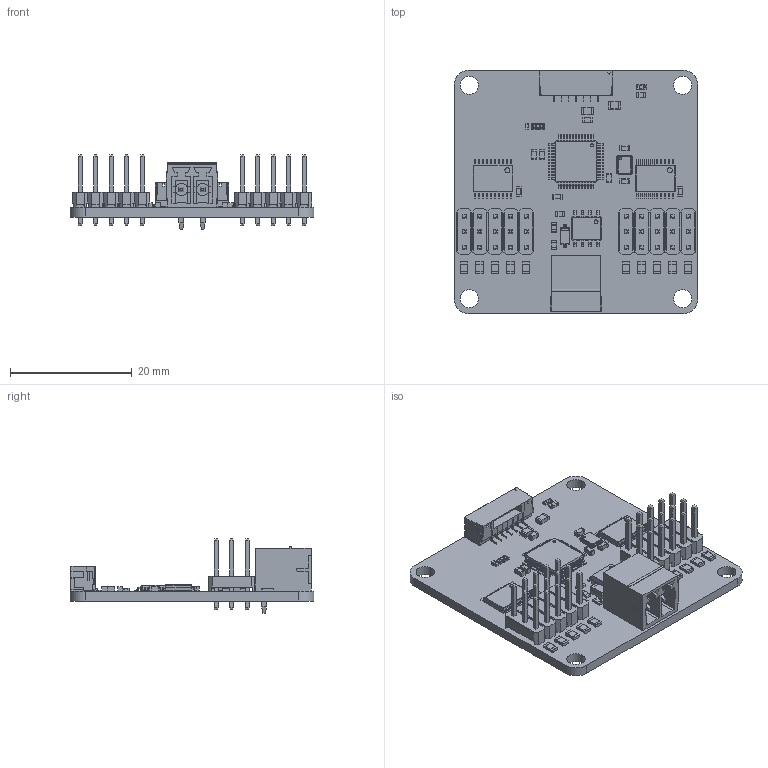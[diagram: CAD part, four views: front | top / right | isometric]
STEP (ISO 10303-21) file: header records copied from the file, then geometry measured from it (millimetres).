
FILE_DESCRIPTION(('FreeCAD Model'),'2;1');
FILE_NAME('servo.step', '2021-05-28T10:14:00',('kicad StepUp'),('ksu MCAD'), 'Open CASCADE STEP processor 7.3','FreeCAD','Unknown');
FILE_SCHEMA(('AUTOMOTIVE_DESIGN { 1 0 10303 214 1 1 1 1 }'));
Length unit declared in the file: millimetre
Products named in the file (45): servo; Board_Geoms_9f1d; Local_CS_9f1d; Pcb_9f1d; PCB_Sketch_9f1d; Step_Models_9f1d; Top_9f1d; U9_PLT_(DS1021_CONNFLY)_5D094F40; U8_PLT_(DS1021_CONNFLY)_5D093721; U1_lqfp48_7x7_p05_5D095C34; C1_C_0805_5D0934F0; C2_C_0603_5D0934FA; C3_C_0603_5D68E059; C4_C_0603_5D09350E; C5_C_0603_5D13868B; C6_C_0603_5D093522; C7_C_0402_5D09352C; C8_C_0603_5D095CB9; C9_C_0603_5D095CFB; C10_C_0603_5D09354A; C11_C_0603_5D093554; C12_C_0805_5D09355E; D1_SOD-123_5D093572; D3_D_0603_blue_5D093582; P1_BrickletConn_7pin_5D093595; P4_2er_Phoenix_Buchse_Gr黱_5D093CA8; Q1_soic_8_39x49_p127_5D0935C1; R1_R_0603_5D0935CB; R2_R_0603_5D0935D5; R3_R_0603_5D0935DF; R4_R_0805_5D094D29; R5_R_0805_5D094D7A; R6_R_0805_5D094D5F; R7_R_0805_5D094D0E; R8_R_0805_5D094D44; R9_R_0805_5D094FCA; R10_R_0805_5D094EAD; R11_R_0805_5D094F6D; R12_R_0805_5D094FAF; R13_R_0805_5D094EC8 ...
Assembly tree (44 placements, depth 4):
  servo
    Board_Geoms_9f1d
      Local_CS_9f1d
      Pcb_9f1d
      PCB_Sketch_9f1d
    Step_Models_9f1d
      Top_9f1d
        U9_PLT_(DS1021_CONNFLY)_5D094F40
        U8_PLT_(DS1021_CONNFLY)_5D093721
        U1_lqfp48_7x7_p05_5D095C34
        C1_C_0805_5D0934F0
        C2_C_0603_5D0934FA
        C3_C_0603_5D68E059
        C4_C_0603_5D09350E
        C5_C_0603_5D13868B
        C6_C_0603_5D093522
        C7_C_0402_5D09352C
        C8_C_0603_5D095CB9
        C9_C_0603_5D095CFB
        C10_C_0603_5D09354A
        C11_C_0603_5D093554
        C12_C_0805_5D09355E
        D1_SOD-123_5D093572
        D3_D_0603_blue_5D093582
        P1_BrickletConn_7pin_5D093595
        P4_2er_Phoenix_Buchse_Gr黱_5D093CA8
        Q1_soic_8_39x49_p127_5D0935C1
        R1_R_0603_5D0935CB
        R2_R_0603_5D0935D5
        R3_R_0603_5D0935DF
        R4_R_0805_5D094D29
        R5_R_0805_5D094D7A
        R6_R_0805_5D094D5F
        R7_R_0805_5D094D0E
        R8_R_0805_5D094D44
        R9_R_0805_5D094FCA
        R10_R_0805_5D094EAD
        R11_R_0805_5D094F6D
        R12_R_0805_5D094FAF
        R13_R_0805_5D094EC8
        R16_R_0603_5D09364D
        RP1_Cut_5D09365D
        U6_TSSOP-20_5D094DA8
        U7_TSSOP-20_5D094EF6
        X1_3225_5D095CD8
Bounding box: 40 x 40 x 12.17 mm (x, y, z)
Volume: 3466.8 mm3; surface area: 6852.2 mm2
Topology: 45 solids, 45 shells, 3963 faces, 10653 edges, 6834 vertices
Faces by surface type: plane 2989, cylinder 826, bspline 124, sphere 24
Full cylindrical faces by diameter (mm): 0.5 x1, 0.6 x1, 1 x30, 1.4 x2, 2 x2, 3 x4
Entity records: 150508 total; most frequent: CARTESIAN_POINT 22495, ORIENTED_EDGE 21242, DIRECTION 19889, EDGE_CURVE 10621, LINE 8881, VECTOR 8881, VERTEX_POINT 6818, AXIS2_PLACEMENT_3D 5504
